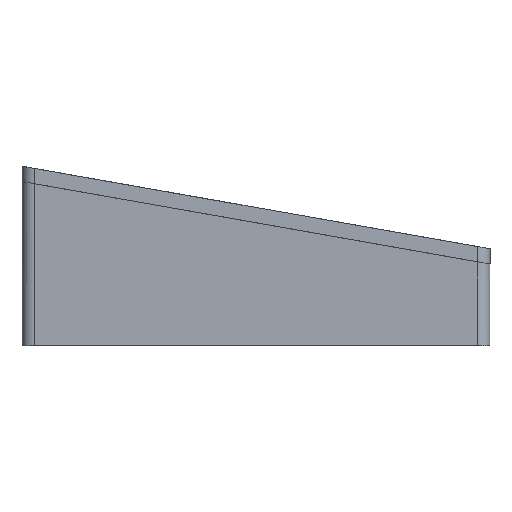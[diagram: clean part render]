
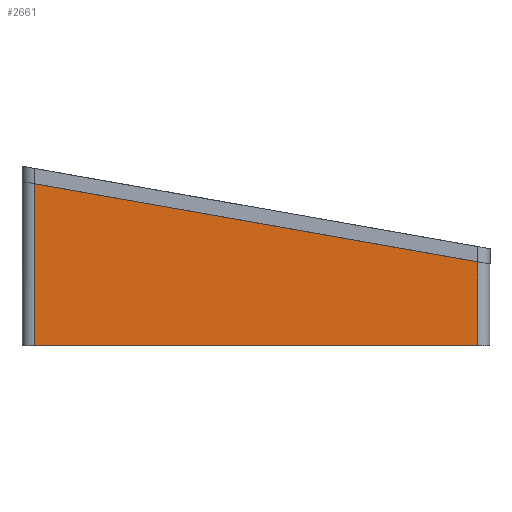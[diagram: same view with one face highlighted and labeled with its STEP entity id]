
A CAD part, left-side view. The second image highlights one B-rep face of the part: STEP entity #2661.
In plain terms, the highlighted planar face has unit normal (-1, 0, 0).
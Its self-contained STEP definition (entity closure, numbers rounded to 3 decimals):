
#74=PLANE('',#2848);
#184=FACE_OUTER_BOUND('',#327,.T.);
#327=EDGE_LOOP('',(#1906,#1907,#1908,#1909));
#546=LINE('',#3826,#864);
#556=LINE('',#3866,#874);
#557=LINE('',#3870,#875);
#558=LINE('',#3871,#876);
#864=VECTOR('',#3084,10.);
#874=VECTOR('',#3118,10.);
#875=VECTOR('',#3123,10.);
#876=VECTOR('',#3124,10.);
#1215=VERTEX_POINT('',#3823);
#1216=VERTEX_POINT('',#3825);
#1234=VERTEX_POINT('',#3865);
#1235=VERTEX_POINT('',#3869);
#1480=EDGE_CURVE('',#1216,#1215,#546,.T.);
#1500=EDGE_CURVE('',#1216,#1234,#556,.T.);
#1502=EDGE_CURVE('',#1235,#1215,#557,.T.);
#1503=EDGE_CURVE('',#1235,#1234,#558,.T.);
#1906=ORIENTED_EDGE('',*,*,#1480,.T.);
#1907=ORIENTED_EDGE('',*,*,#1502,.F.);
#1908=ORIENTED_EDGE('',*,*,#1503,.T.);
#1909=ORIENTED_EDGE('',*,*,#1500,.F.);
#2661=ADVANCED_FACE('',(#184),#74,.T.);
#2848=AXIS2_PLACEMENT_3D('',#3868,#3121,#3122);
#3084=DIRECTION('',(0.,-1.,0.));
#3118=DIRECTION('',(0.,0.,1.));
#3121=DIRECTION('center_axis',(-1.,0.,0.));
#3122=DIRECTION('ref_axis',(0.,0.,1.));
#3123=DIRECTION('',(0.,0.,-1.));
#3124=DIRECTION('',(0.,0.985,0.174));
#3823=CARTESIAN_POINT('',(-37.5,-49.564,0.));
#3825=CARTESIAN_POINT('',(-37.5,39.145,0.));
#3826=CARTESIAN_POINT('',(-37.5,-28.637,0.));
#3865=CARTESIAN_POINT('',(-37.5,39.145,32.442));
#3866=CARTESIAN_POINT('',(-37.5,39.145,-3.029));
#3868=CARTESIAN_POINT('Origin',(-37.5,-5.209,8.942));
#3869=CARTESIAN_POINT('',(-37.5,-49.564,16.801));
#3870=CARTESIAN_POINT('',(-37.5,-49.564,12.651));
#3871=CARTESIAN_POINT('',(-37.5,31.837,31.154));
